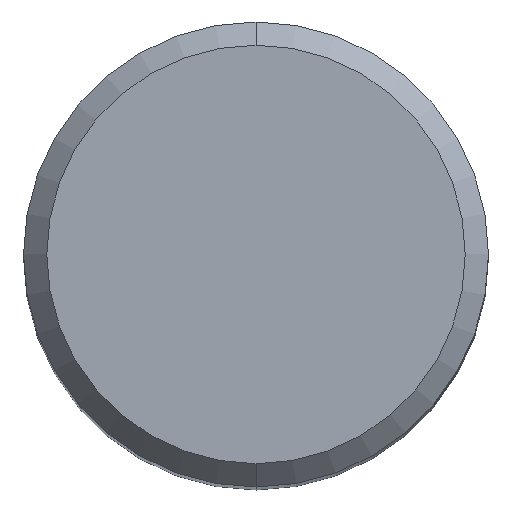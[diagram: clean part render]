
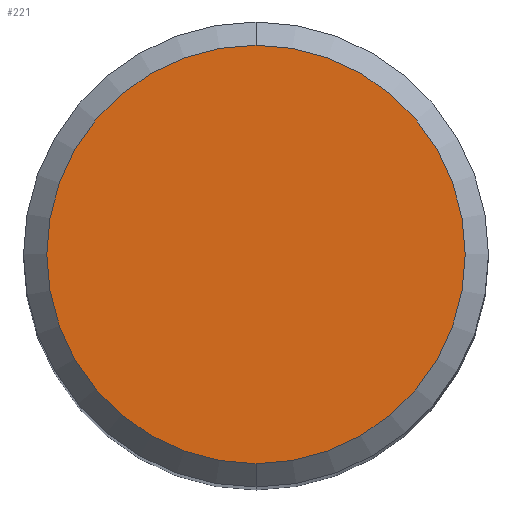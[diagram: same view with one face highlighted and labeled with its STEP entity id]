
A CAD part, top view. The second image highlights one B-rep face of the part: STEP entity #221.
In plain terms, the highlighted planar face has unit normal (0, 0, 1).
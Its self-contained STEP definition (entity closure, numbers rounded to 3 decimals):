
#173=EDGE_CURVE('',#185,#213,#332,.T.);
#181=EDGE_CURVE('',#213,#185,#341,.T.);
#185=VERTEX_POINT('',#346);
#213=VERTEX_POINT('',#376);
#221=ADVANCED_FACE('',(#386),#387,.T.);
#332=CIRCLE('',#522,4.5);
#341=CIRCLE('',#535,4.5);
#346=CARTESIAN_POINT('',(0.0,4.5,0.0));
#376=CARTESIAN_POINT('',(0.,-4.5,0.0));
#386=FACE_OUTER_BOUND('',#587,.T.);
#387=PLANE('',#588);
#522=AXIS2_PLACEMENT_3D('',#702,#703,#704);
#535=AXIS2_PLACEMENT_3D('',#716,#717,#718);
#587=EDGE_LOOP('',(#770,#771));
#588=AXIS2_PLACEMENT_3D('',#772,#773,#774);
#702=CARTESIAN_POINT('',(0.0,0.0,0.0));
#703=DIRECTION('',(0.0,0.0,-1.0));
#704=DIRECTION('',(0.0,1.0,0.0));
#716=CARTESIAN_POINT('',(0.0,0.0,0.0));
#717=DIRECTION('',(0.0,0.0,-1.0));
#718=DIRECTION('',(0.0,1.0,0.0));
#770=ORIENTED_EDGE('',*,*,#173,.F.);
#771=ORIENTED_EDGE('',*,*,#181,.F.);
#772=CARTESIAN_POINT('',(0.0,2.25,0.0));
#773=DIRECTION('',(-0.0,0.0,1.0));
#774=DIRECTION('',(0.0,-1.0,0.0));
